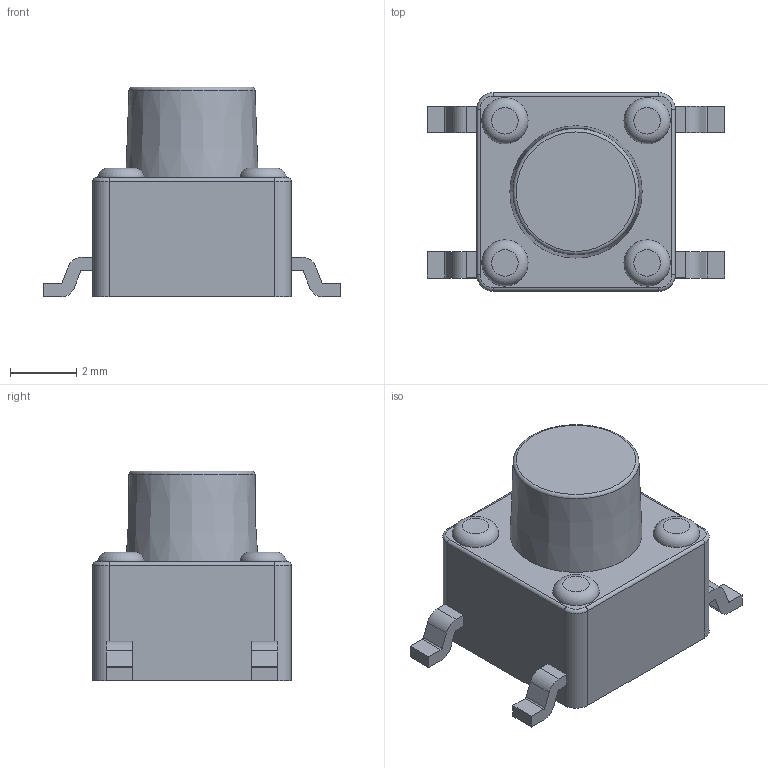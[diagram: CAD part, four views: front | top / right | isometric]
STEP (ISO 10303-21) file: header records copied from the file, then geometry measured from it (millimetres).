
FILE_DESCRIPTION(/* description */ (''),/* implementation_level */ '2;1');
FILE_NAME(/* name */ '6x6x6mm SMD switch.step',/* time_stamp */ '2019-01-31T14:44:50+00:00',/* author */ ('eric.n.tech'),/* organization */ (''),/* preprocessor_version */ 'ST-DEVELOPER v17.2',/* originating_system */ 'Autodesk Translation Framework v7.6.0.251',/* authorisation */ '');
FILE_SCHEMA (('AUTOMOTIVE_DESIGN { 1 0 10303 214 3 1 1 }'));
Length unit declared in the file: millimetre
Products named in the file (1): 6x6x6mm SMD switch
Bounding box: 9 x 6 x 6.35 mm (x, y, z)
Volume: 165.7 mm3; surface area: 247.7 mm2
Topology: 10 solids, 10 shells, 90 faces, 209 edges, 139 vertices
Faces by surface type: plane 56, cylinder 24, torus 9, cone 1
Entity records: 2620 total; most frequent: DIRECTION 467, CARTESIAN_POINT 439, ORIENTED_EDGE 418, EDGE_CURVE 209, AXIS2_PLACEMENT_3D 167, VERTEX_POINT 139, LINE 133, VECTOR 133
